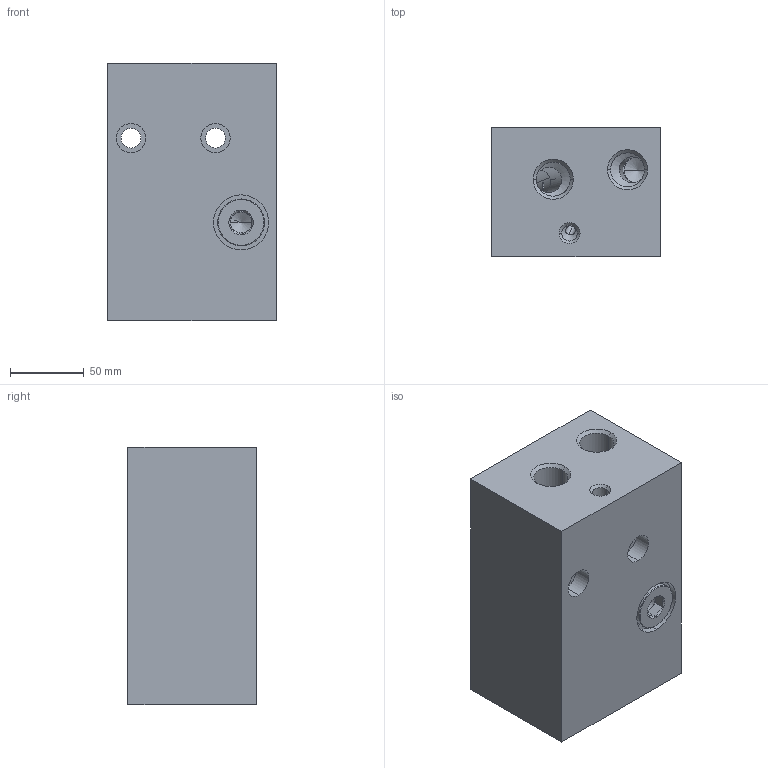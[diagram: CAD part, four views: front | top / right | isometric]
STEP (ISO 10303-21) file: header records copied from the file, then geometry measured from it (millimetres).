
FILE_DESCRIPTION((''),'2;1');
FILE_NAME('VFX_ASM','2020-07-21T',('ProEService'),(''),'PRO/ENGINEER BY PARAMETRIC TECHNOLOGY CORPORATION, 2014200','PRO/ENGINEER BY PARAMETRIC TECHNOLOGY CORPORATION, 2014200','');
FILE_SCHEMA(('CONFIG_CONTROL_DESIGN'));
Length unit declared in the file: inch
Products named in the file (4): 153-401-001; 500-001-121; A330-006-012; VFX_ASM
Assembly tree (3 placements, depth 2):
  VFX_ASM
    153-401-001
    500-001-121
    A330-006-012
Bounding box: 114.3 x 87.78 x 174.62 mm (x, y, z)
Volume: 1479500.9 mm3; surface area: 141048 mm2
Topology: 3 solids, 3 shells, 155 faces, 576 edges, 531 vertices
Faces by surface type: cylinder 59, cone 52, plane 28, torus 10, revolution 4, sphere 2
Entity records: 7340 total; most frequent: CARTESIAN_POINT 2557, DIRECTION 1009, ORIENTED_EDGE 724, EDGE_CURVE 362, VECTOR 343, LINE 343, AXIS2_PLACEMENT_3D 331, VERTEX_POINT 218
